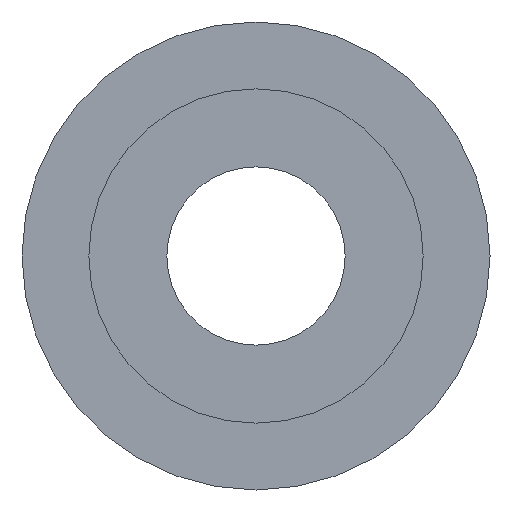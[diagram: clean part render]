
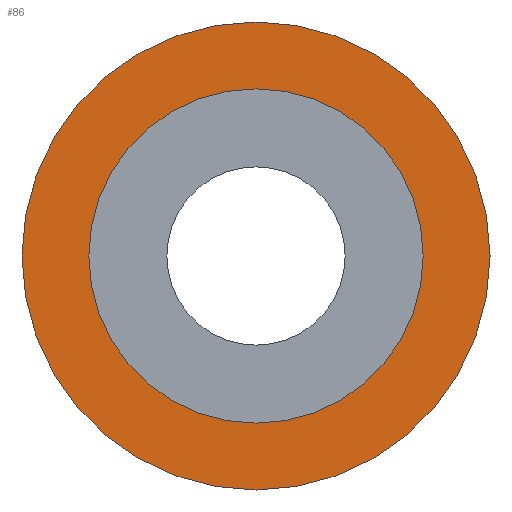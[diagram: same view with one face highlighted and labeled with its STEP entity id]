
A CAD part, front view. The second image highlights one B-rep face of the part: STEP entity #86.
In plain terms, the highlighted planar face has unit normal (0, -1, 0).
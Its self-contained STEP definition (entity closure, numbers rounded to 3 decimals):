
#9 = CARTESIAN_POINT ( 'NONE',  ( 0., 0., 0. ) ) ;
#24 = CIRCLE ( 'NONE', #339, 37.5 ) ;
#32 = EDGE_LOOP ( 'NONE', ( #288, #156 ) ) ;
#38 = DIRECTION ( 'NONE',  ( 0., 1., 0. ) ) ;
#42 = AXIS2_PLACEMENT_3D ( 'NONE', #9, #327, #453 ) ;
#67 = EDGE_LOOP ( 'NONE', ( #206, #546 ) ) ;
#84 = DIRECTION ( 'NONE',  ( 0., 0., 1. ) ) ;
#86 = ADVANCED_FACE ( 'NONE', ( #219, #261 ), #431, .F. ) ;
#90 = CARTESIAN_POINT ( 'NONE',  ( 0., 0., -37.5 ) ) ;
#133 = CARTESIAN_POINT ( 'NONE',  ( 0., 0., 52.5 ) ) ;
#154 = VERTEX_POINT ( 'NONE', #90 ) ;
#156 = ORIENTED_EDGE ( 'NONE', *, *, #484, .F. ) ;
#170 = DIRECTION ( 'NONE',  ( 0., 0., 1. ) ) ;
#185 = EDGE_CURVE ( 'NONE', #154, #509, #440, .T. ) ;
#206 = ORIENTED_EDGE ( 'NONE', *, *, #280, .T. ) ;
#219 = FACE_BOUND ( 'NONE', #67, .T. ) ;
#234 = AXIS2_PLACEMENT_3D ( 'NONE', #384, #419, #518 ) ;
#253 = CARTESIAN_POINT ( 'NONE',  ( 0., 0., 0. ) ) ;
#261 = FACE_OUTER_BOUND ( 'NONE', #32, .T. ) ;
#266 = DIRECTION ( 'NONE',  ( 0., 0., 1. ) ) ;
#269 = DIRECTION ( 'NONE',  ( 0., 1., 0. ) ) ;
#280 = EDGE_CURVE ( 'NONE', #509, #154, #24, .T. ) ;
#288 = ORIENTED_EDGE ( 'NONE', *, *, #310, .F. ) ;
#305 = CARTESIAN_POINT ( 'NONE',  ( 0., 0., 0. ) ) ;
#310 = EDGE_CURVE ( 'NONE', #538, #329, #418, .T. ) ;
#327 = DIRECTION ( 'NONE',  ( 0., 1., 0. ) ) ;
#329 = VERTEX_POINT ( 'NONE', #133 ) ;
#339 = AXIS2_PLACEMENT_3D ( 'NONE', #342, #38, #170 ) ;
#340 = CARTESIAN_POINT ( 'NONE',  ( 0., 0., 37.5 ) ) ;
#342 = CARTESIAN_POINT ( 'NONE',  ( 0., 0., 0. ) ) ;
#345 = DIRECTION ( 'NONE',  ( 0., 1., 0. ) ) ;
#384 = CARTESIAN_POINT ( 'NONE',  ( 0., 0., 0. ) ) ;
#395 = CIRCLE ( 'NONE', #449, 52.5 ) ;
#418 = CIRCLE ( 'NONE', #234, 52.5 ) ;
#419 = DIRECTION ( 'NONE',  ( 0., 1., 0. ) ) ;
#431 = PLANE ( 'NONE',  #547 ) ;
#440 = CIRCLE ( 'NONE', #42, 37.5 ) ;
#449 = AXIS2_PLACEMENT_3D ( 'NONE', #305, #269, #266 ) ;
#453 = DIRECTION ( 'NONE',  ( 0., 0., 1. ) ) ;
#457 = CARTESIAN_POINT ( 'NONE',  ( 0., 0., -52.5 ) ) ;
#484 = EDGE_CURVE ( 'NONE', #329, #538, #395, .T. ) ;
#509 = VERTEX_POINT ( 'NONE', #340 ) ;
#518 = DIRECTION ( 'NONE',  ( 0., 0., 1. ) ) ;
#538 = VERTEX_POINT ( 'NONE', #457 ) ;
#546 = ORIENTED_EDGE ( 'NONE', *, *, #185, .T. ) ;
#547 = AXIS2_PLACEMENT_3D ( 'NONE', #253, #345, #84 ) ;
